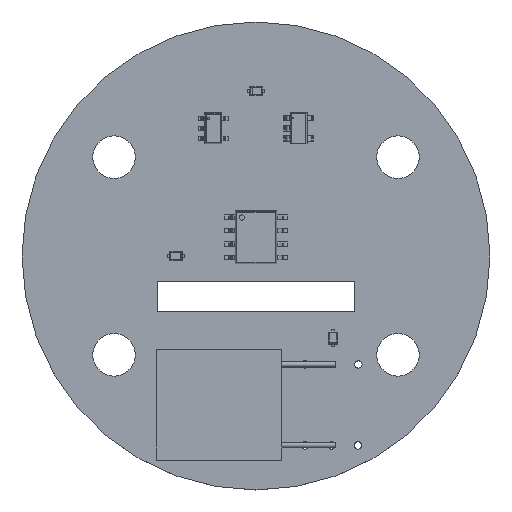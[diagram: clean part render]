
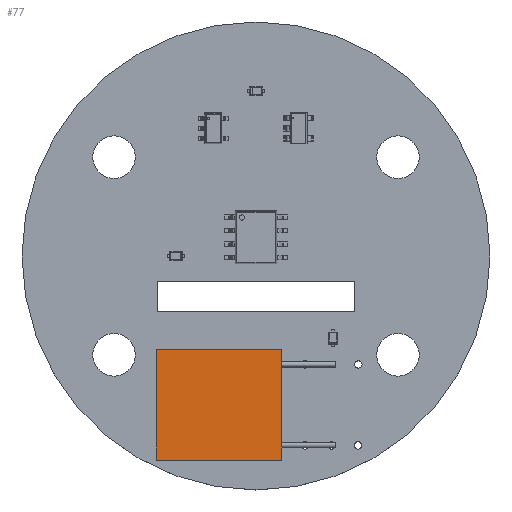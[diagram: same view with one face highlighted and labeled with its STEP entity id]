
A CAD part, top view. The second image highlights one B-rep face of the part: STEP entity #77.
In plain terms, the highlighted free-form (B-spline) face has degree [1, 1] with [2, 2] control points.
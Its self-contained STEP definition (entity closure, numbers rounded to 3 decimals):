
#77 = ADVANCED_FACE('',(#78),#91,.F.);
#78 = FACE_BOUND('',#79,.F.);
#79 = EDGE_LOOP('',(#80,#112,#137,#162));
#80 = ORIENTED_EDGE('',*,*,#81,.T.);
#81 = EDGE_CURVE('',#82,#84,#86,.T.);
#82 = VERTEX_POINT('',#83);
#83 = CARTESIAN_POINT('',(-1.4,-6.435,0.1));
#84 = VERTEX_POINT('',#85);
#85 = CARTESIAN_POINT('',(-1.4,-6.435,11.9));
#86 = SURFACE_CURVE('',#87,(#90,#101),.PCURVE_S1.);
#87 = B_SPLINE_CURVE_WITH_KNOTS('',1,(#88,#89),.UNSPECIFIED.,.F.,.F.,(2,
    2),(0.,11.8),.PIECEWISE_BEZIER_KNOTS.);
#88 = CARTESIAN_POINT('',(-1.4,-6.435,0.1));
#89 = CARTESIAN_POINT('',(-1.4,-6.435,11.9));
#90 = PCURVE('',#91,#96);
#91 = B_SPLINE_SURFACE_WITH_KNOTS('',1,1,(
    (#92,#93)
    ,(#94,#95
    )),.UNSPECIFIED.,.F.,.F.,.F.,(2,2),(2,2),(0.,10.4),(-11.8,0.),
  .PIECEWISE_BEZIER_KNOTS.);
#92 = CARTESIAN_POINT('',(-1.4,-6.435,11.9));
#93 = CARTESIAN_POINT('',(-1.4,-6.435,0.1));
#94 = CARTESIAN_POINT('',(9.,-6.435,11.9));
#95 = CARTESIAN_POINT('',(9.,-6.435,0.1));
#96 = DEFINITIONAL_REPRESENTATION('',(#97),#100);
#97 = B_SPLINE_CURVE_WITH_KNOTS('',1,(#98,#99),.UNSPECIFIED.,.F.,.F.,(2,
    2),(0.,11.8),.PIECEWISE_BEZIER_KNOTS.);
#98 = CARTESIAN_POINT('',(0.,0.));
#99 = CARTESIAN_POINT('',(0.,-11.8));
#100 = ( GEOMETRIC_REPRESENTATION_CONTEXT(2) 
PARAMETRIC_REPRESENTATION_CONTEXT() REPRESENTATION_CONTEXT('2D SPACE',''
  ) );
#101 = PCURVE('',#102,#107);
#102 = B_SPLINE_SURFACE_WITH_KNOTS('',1,1,(
    (#103,#104)
    ,(#105,#106
    )),.UNSPECIFIED.,.F.,.F.,.F.,(2,2),(2,2),(0.,7.87),(-11.8,0.),
  .PIECEWISE_BEZIER_KNOTS.);
#103 = CARTESIAN_POINT('',(-1.4,1.435,11.9));
#104 = CARTESIAN_POINT('',(-1.4,1.435,0.1));
#105 = CARTESIAN_POINT('',(-1.4,-6.435,11.9));
#106 = CARTESIAN_POINT('',(-1.4,-6.435,0.1));
#107 = DEFINITIONAL_REPRESENTATION('',(#108),#111);
#108 = B_SPLINE_CURVE_WITH_KNOTS('',1,(#109,#110),.UNSPECIFIED.,.F.,.F.,
  (2,2),(0.,11.8),.PIECEWISE_BEZIER_KNOTS.);
#109 = CARTESIAN_POINT('',(7.87,0.));
#110 = CARTESIAN_POINT('',(7.87,-11.8));
#111 = ( GEOMETRIC_REPRESENTATION_CONTEXT(2) 
PARAMETRIC_REPRESENTATION_CONTEXT() REPRESENTATION_CONTEXT('2D SPACE',''
  ) );
#112 = ORIENTED_EDGE('',*,*,#113,.T.);
#113 = EDGE_CURVE('',#84,#114,#116,.T.);
#114 = VERTEX_POINT('',#115);
#115 = CARTESIAN_POINT('',(9.,-6.435,11.9));
#116 = SURFACE_CURVE('',#117,(#120,#126),.PCURVE_S1.);
#117 = B_SPLINE_CURVE_WITH_KNOTS('',1,(#118,#119),.UNSPECIFIED.,.F.,.F.,
  (2,2),(0.,10.4),.PIECEWISE_BEZIER_KNOTS.);
#118 = CARTESIAN_POINT('',(-1.4,-6.435,11.9));
#119 = CARTESIAN_POINT('',(9.,-6.435,11.9));
#120 = PCURVE('',#91,#121);
#121 = DEFINITIONAL_REPRESENTATION('',(#122),#125);
#122 = B_SPLINE_CURVE_WITH_KNOTS('',1,(#123,#124),.UNSPECIFIED.,.F.,.F.,
  (2,2),(0.,10.4),.PIECEWISE_BEZIER_KNOTS.);
#123 = CARTESIAN_POINT('',(0.,-11.8));
#124 = CARTESIAN_POINT('',(10.4,-11.8));
#125 = ( GEOMETRIC_REPRESENTATION_CONTEXT(2) 
PARAMETRIC_REPRESENTATION_CONTEXT() REPRESENTATION_CONTEXT('2D SPACE',''
  ) );
#126 = PCURVE('',#127,#132);
#127 = B_SPLINE_SURFACE_WITH_KNOTS('',1,1,(
    (#128,#129)
    ,(#130,#131
    )),.UNSPECIFIED.,.F.,.F.,.F.,(2,2),(2,2),(-5.2,5.2),(-3.935,3.935),
  .PIECEWISE_BEZIER_KNOTS.);
#128 = CARTESIAN_POINT('',(-1.4,-6.435,11.9));
#129 = CARTESIAN_POINT('',(-1.4,1.435,11.9));
#130 = CARTESIAN_POINT('',(9.,-6.435,11.9));
#131 = CARTESIAN_POINT('',(9.,1.435,11.9));
#132 = DEFINITIONAL_REPRESENTATION('',(#133),#136);
#133 = B_SPLINE_CURVE_WITH_KNOTS('',1,(#134,#135),.UNSPECIFIED.,.F.,.F.,
  (2,2),(0.,10.4),.PIECEWISE_BEZIER_KNOTS.);
#134 = CARTESIAN_POINT('',(-5.2,-3.935));
#135 = CARTESIAN_POINT('',(5.2,-3.935));
#136 = ( GEOMETRIC_REPRESENTATION_CONTEXT(2) 
PARAMETRIC_REPRESENTATION_CONTEXT() REPRESENTATION_CONTEXT('2D SPACE',''
  ) );
#137 = ORIENTED_EDGE('',*,*,#138,.F.);
#138 = EDGE_CURVE('',#139,#114,#141,.T.);
#139 = VERTEX_POINT('',#140);
#140 = CARTESIAN_POINT('',(9.,-6.435,0.1));
#141 = SURFACE_CURVE('',#142,(#145,#151),.PCURVE_S1.);
#142 = B_SPLINE_CURVE_WITH_KNOTS('',1,(#143,#144),.UNSPECIFIED.,.F.,.F.,
  (2,2),(0.,11.8),.PIECEWISE_BEZIER_KNOTS.);
#143 = CARTESIAN_POINT('',(9.,-6.435,0.1));
#144 = CARTESIAN_POINT('',(9.,-6.435,11.9));
#145 = PCURVE('',#91,#146);
#146 = DEFINITIONAL_REPRESENTATION('',(#147),#150);
#147 = B_SPLINE_CURVE_WITH_KNOTS('',1,(#148,#149),.UNSPECIFIED.,.F.,.F.,
  (2,2),(0.,11.8),.PIECEWISE_BEZIER_KNOTS.);
#148 = CARTESIAN_POINT('',(10.4,0.));
#149 = CARTESIAN_POINT('',(10.4,-11.8));
#150 = ( GEOMETRIC_REPRESENTATION_CONTEXT(2) 
PARAMETRIC_REPRESENTATION_CONTEXT() REPRESENTATION_CONTEXT('2D SPACE',''
  ) );
#151 = PCURVE('',#152,#157);
#152 = B_SPLINE_SURFACE_WITH_KNOTS('',1,1,(
    (#153,#154)
    ,(#155,#156
    )),.UNSPECIFIED.,.F.,.F.,.F.,(2,2),(2,2),(0.,7.87),(-11.8,0.),
  .PIECEWISE_BEZIER_KNOTS.);
#153 = CARTESIAN_POINT('',(9.,-6.435,11.9));
#154 = CARTESIAN_POINT('',(9.,-6.435,0.1));
#155 = CARTESIAN_POINT('',(9.,1.435,11.9));
#156 = CARTESIAN_POINT('',(9.,1.435,0.1));
#157 = DEFINITIONAL_REPRESENTATION('',(#158),#161);
#158 = B_SPLINE_CURVE_WITH_KNOTS('',1,(#159,#160),.UNSPECIFIED.,.F.,.F.,
  (2,2),(0.,11.8),.PIECEWISE_BEZIER_KNOTS.);
#159 = CARTESIAN_POINT('',(0.,0.));
#160 = CARTESIAN_POINT('',(0.,-11.8));
#161 = ( GEOMETRIC_REPRESENTATION_CONTEXT(2) 
PARAMETRIC_REPRESENTATION_CONTEXT() REPRESENTATION_CONTEXT('2D SPACE',''
  ) );
#162 = ORIENTED_EDGE('',*,*,#163,.F.);
#163 = EDGE_CURVE('',#82,#139,#164,.T.);
#164 = SURFACE_CURVE('',#165,(#168,#174),.PCURVE_S1.);
#165 = B_SPLINE_CURVE_WITH_KNOTS('',1,(#166,#167),.UNSPECIFIED.,.F.,.F.,
  (2,2),(0.,10.4),.PIECEWISE_BEZIER_KNOTS.);
#166 = CARTESIAN_POINT('',(-1.4,-6.435,0.1));
#167 = CARTESIAN_POINT('',(9.,-6.435,0.1));
#168 = PCURVE('',#91,#169);
#169 = DEFINITIONAL_REPRESENTATION('',(#170),#173);
#170 = B_SPLINE_CURVE_WITH_KNOTS('',1,(#171,#172),.UNSPECIFIED.,.F.,.F.,
  (2,2),(0.,10.4),.PIECEWISE_BEZIER_KNOTS.);
#171 = CARTESIAN_POINT('',(0.,0.));
#172 = CARTESIAN_POINT('',(10.4,0.));
#173 = ( GEOMETRIC_REPRESENTATION_CONTEXT(2) 
PARAMETRIC_REPRESENTATION_CONTEXT() REPRESENTATION_CONTEXT('2D SPACE',''
  ) );
#174 = PCURVE('',#175,#180);
#175 = B_SPLINE_SURFACE_WITH_KNOTS('',1,1,(
    (#176,#177)
    ,(#178,#179
    )),.UNSPECIFIED.,.F.,.F.,.F.,(2,2),(2,2),(-5.2,5.2),(-3.935,3.935),
  .PIECEWISE_BEZIER_KNOTS.);
#176 = CARTESIAN_POINT('',(-1.4,-6.435,0.1));
#177 = CARTESIAN_POINT('',(-1.4,1.435,0.1));
#178 = CARTESIAN_POINT('',(9.,-6.435,0.1));
#179 = CARTESIAN_POINT('',(9.,1.435,0.1));
#180 = DEFINITIONAL_REPRESENTATION('',(#181),#184);
#181 = B_SPLINE_CURVE_WITH_KNOTS('',1,(#182,#183),.UNSPECIFIED.,.F.,.F.,
  (2,2),(0.,10.4),.PIECEWISE_BEZIER_KNOTS.);
#182 = CARTESIAN_POINT('',(-5.2,-3.935));
#183 = CARTESIAN_POINT('',(5.2,-3.935));
#184 = ( GEOMETRIC_REPRESENTATION_CONTEXT(2) 
PARAMETRIC_REPRESENTATION_CONTEXT() REPRESENTATION_CONTEXT('2D SPACE',''
  ) );
